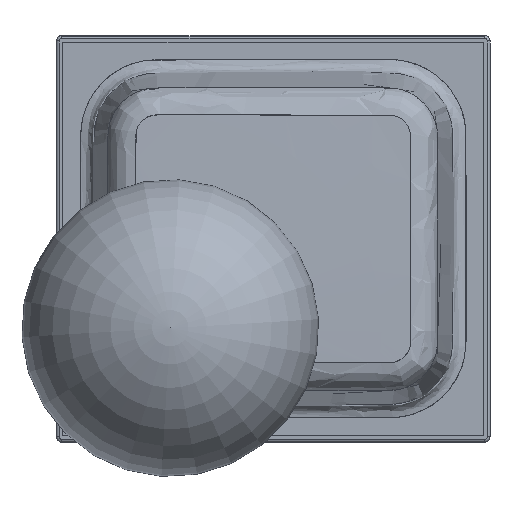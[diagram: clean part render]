
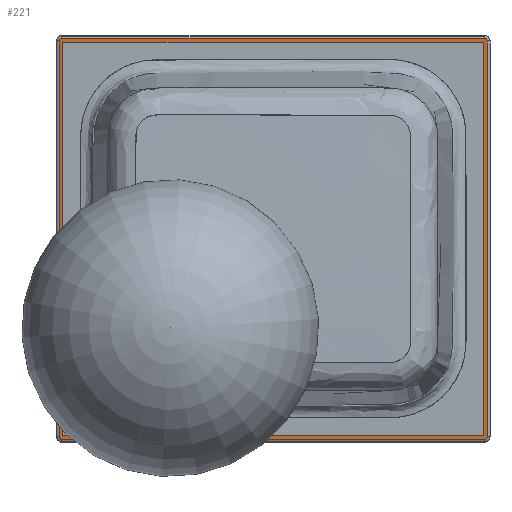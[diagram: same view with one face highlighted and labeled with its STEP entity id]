
A CAD part, front view. The second image highlights one B-rep face of the part: STEP entity #221.
In plain terms, the highlighted planar face has unit normal (0, -1, 0).
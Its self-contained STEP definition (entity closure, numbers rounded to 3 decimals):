
#16=CARTESIAN_POINT('',(-461.472,138.868,-362.5));
#17=VERTEX_POINT('',#16);
#18=CARTESIAN_POINT('',(313.528,138.868,-362.5));
#19=VERTEX_POINT('',#18);
#20=CARTESIAN_POINT('',(-461.472,138.868,-362.5));
#21=DIRECTION('',(1.0,0.0,0.0));
#22=VECTOR('',#21,1.0);
#23=LINE('',#20,#22);
#24=EDGE_CURVE('n� 610',#17,#19,#23,.T.);
#56=CARTESIAN_POINT('',(-461.472,138.868,362.5));
#57=VERTEX_POINT('',#56);
#58=CARTESIAN_POINT('',(-461.472,138.868,362.5));
#59=DIRECTION('',(-0.0,0.0,-1.0));
#60=VECTOR('',#59,1.0);
#61=LINE('',#58,#60);
#62=EDGE_CURVE('n� 612',#57,#17,#61,.T.);
#87=CARTESIAN_POINT('',(313.528,138.868,362.5));
#88=VERTEX_POINT('',#87);
#89=CARTESIAN_POINT('',(313.528,138.868,362.5));
#90=DIRECTION('',(-1.0,0.0,-0.0));
#91=VECTOR('',#90,1.0);
#92=LINE('',#89,#91);
#93=EDGE_CURVE('n� 614',#88,#57,#92,.T.);
#118=CARTESIAN_POINT('',(313.528,138.868,-362.5));
#119=DIRECTION('',(0.0,0.0,1.0));
#120=VECTOR('',#119,1.0);
#121=LINE('',#118,#120);
#122=EDGE_CURVE('n� 608',#19,#88,#121,.T.);
#140=CARTESIAN_POINT('',(320.528,138.868,-364.5));
#141=VERTEX_POINT('',#140);
#142=CARTESIAN_POINT('',(320.528,138.868,364.5));
#143=VERTEX_POINT('',#142);
#144=CARTESIAN_POINT('',(320.528,138.868,364.5));
#145=DIRECTION('',(0.0,0.0,1.0));
#146=VECTOR('',#145,1.0);
#147=LINE('',#144,#146);
#148=EDGE_CURVE('n� 604',#141,#143,#147,.T.);
#149=ORIENTED_EDGE('',*,*,#148,.T.);
#150=CARTESIAN_POINT('',(315.528,138.868,369.5));
#151=VERTEX_POINT('',#150);
#152=CARTESIAN_POINT('',(315.528,138.868,364.5));
#153=DIRECTION('',(-0.0,-1.0,-0.0));
#154=DIRECTION('',(0.0,-0.0,1.0));
#155=AXIS2_PLACEMENT_3D('',#152,#153,#154);
#156=CIRCLE('',#155,5.0);
#157=EDGE_CURVE('n� 606',#143,#151,#156,.T.);
#158=ORIENTED_EDGE('',*,*,#157,.T.);
#159=CARTESIAN_POINT('',(-463.472,138.868,369.5));
#160=VERTEX_POINT('',#159);
#161=CARTESIAN_POINT('',(315.528,138.868,369.5));
#162=DIRECTION('',(-1.0,0.0,-0.0));
#163=VECTOR('',#162,1.0);
#164=LINE('',#161,#163);
#165=EDGE_CURVE('n� 578',#151,#160,#164,.T.);
#166=ORIENTED_EDGE('',*,*,#165,.T.);
#167=CARTESIAN_POINT('',(-468.472,138.868,364.5));
#168=VERTEX_POINT('',#167);
#169=CARTESIAN_POINT('',(-463.472,138.868,364.5));
#170=DIRECTION('',(-0.0,-1.0,-0.0));
#171=DIRECTION('',(0.0,-0.0,1.0));
#172=AXIS2_PLACEMENT_3D('',#169,#170,#171);
#173=CIRCLE('',#172,5.0);
#174=EDGE_CURVE('n� 584',#160,#168,#173,.T.);
#175=ORIENTED_EDGE('',*,*,#174,.T.);
#176=CARTESIAN_POINT('',(-468.472,138.868,-364.5));
#177=VERTEX_POINT('',#176);
#178=CARTESIAN_POINT('',(-468.472,138.868,364.5));
#179=DIRECTION('',(-0.0,0.0,-1.0));
#180=VECTOR('',#179,1.0);
#181=LINE('',#178,#180);
#182=EDGE_CURVE('n� 588',#168,#177,#181,.T.);
#183=ORIENTED_EDGE('',*,*,#182,.T.);
#184=CARTESIAN_POINT('',(-463.472,138.868,-369.5));
#185=VERTEX_POINT('',#184);
#186=CARTESIAN_POINT('',(-463.472,138.868,-364.5));
#187=DIRECTION('',(-0.0,-1.0,-0.0));
#188=DIRECTION('',(0.0,-0.0,1.0));
#189=AXIS2_PLACEMENT_3D('',#186,#187,#188);
#190=CIRCLE('',#189,5.0);
#191=EDGE_CURVE('n� 592',#177,#185,#190,.T.);
#192=ORIENTED_EDGE('',*,*,#191,.T.);
#193=CARTESIAN_POINT('',(315.528,138.868,-369.5));
#194=VERTEX_POINT('',#193);
#195=CARTESIAN_POINT('',(315.528,138.868,-369.5));
#196=DIRECTION('',(1.0,0.0,0.0));
#197=VECTOR('',#196,1.0);
#198=LINE('',#195,#197);
#199=EDGE_CURVE('n� 596',#185,#194,#198,.T.);
#200=ORIENTED_EDGE('',*,*,#199,.T.);
#201=CARTESIAN_POINT('',(315.528,138.868,-364.5));
#202=DIRECTION('',(-0.0,-1.0,-0.0));
#203=DIRECTION('',(0.0,-0.0,1.0));
#204=AXIS2_PLACEMENT_3D('',#201,#202,#203);
#205=CIRCLE('',#204,5.0);
#206=EDGE_CURVE('n� 600',#194,#141,#205,.T.);
#207=ORIENTED_EDGE('',*,*,#206,.T.);
#208=EDGE_LOOP('',(#149,#158,#166,#175,#183,#192,#200,#207));
#209=FACE_OUTER_BOUND('',#208,.T.);
#210=ORIENTED_EDGE('',*,*,#122,.F.);
#211=ORIENTED_EDGE('',*,*,#24,.F.);
#212=ORIENTED_EDGE('',*,*,#62,.F.);
#213=ORIENTED_EDGE('',*,*,#93,.F.);
#214=EDGE_LOOP('',(#210,#211,#212,#213));
#215=FACE_BOUND('',#214,.T.);
#216=CARTESIAN_POINT('',(315.528,138.868,364.5));
#217=DIRECTION('',(0.0,1.0,0.0));
#218=DIRECTION('',(0.0,-0.0,1.0));
#219=AXIS2_PLACEMENT_3D('',#216,#217,#218);
#220=PLANE('',#219);
#221=ADVANCED_FACE('n� 353',(#209,#215),#220,.F.);
